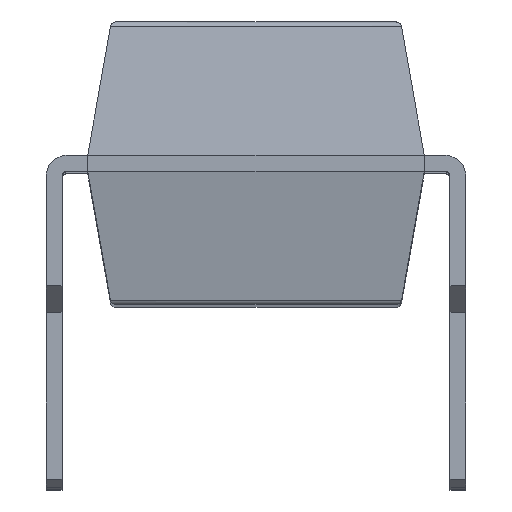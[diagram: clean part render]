
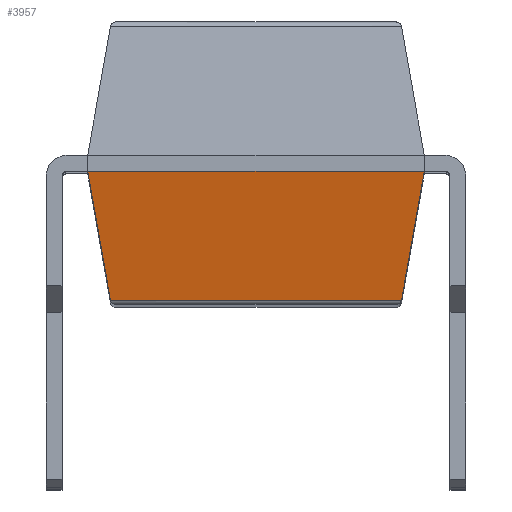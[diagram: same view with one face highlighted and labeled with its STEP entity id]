
A CAD part, top view. The second image highlights one B-rep face of the part: STEP entity #3957.
In plain terms, the highlighted planar face has unit normal (0, -0.174, 0.985).
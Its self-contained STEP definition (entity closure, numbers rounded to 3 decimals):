
#63 = ORIENTED_EDGE ( 'NONE', *, *, #9547, .T. ) ;
#64 = ORIENTED_EDGE ( 'NONE', *, *, #4350, .F. ) ;
#69 = EDGE_CURVE ( 'NONE', #9604, #9546, #5580, .T. ) ;
#89 = ORIENTED_EDGE ( 'NONE', *, *, #69, .T. ) ;
#112 = ORIENTED_EDGE ( 'NONE', *, *, #9578, .T. ) ;
#125 = EDGE_LOOP ( 'NONE', ( #112, #89, #63, #64 ) ) ;
#2392 = CARTESIAN_POINT ( 'NONE',  ( 2.746, 0.233, 14.811 ) ) ;
#2441 = DIRECTION ( 'NONE',  ( 0.171, 0.97, 0.171 ) ) ;
#2442 = VECTOR ( 'NONE', #2441, 1000. ) ;
#2443 = CARTESIAN_POINT ( 'NONE',  ( 3.175, 2.665, 15.24 ) ) ;
#2444 = LINE ( 'NONE', #2443, #2442 ) ;
#2484 = DIRECTION ( 'NONE',  ( 0.171, -0.97, -0.171 ) ) ;
#2485 = VECTOR ( 'NONE', #2484, 1000. ) ;
#2486 = CARTESIAN_POINT ( 'NONE',  ( -3.175, 2.665, 15.24 ) ) ;
#2487 = LINE ( 'NONE', #2486, #2485 ) ;
#2578 = CARTESIAN_POINT ( 'NONE',  ( -2.746, 0.233, 14.811 ) ) ;
#3957 = ADVANCED_FACE ( 'NONE', ( #7127 ), #7169, .T. ) ;
#4271 = VERTEX_POINT ( 'NONE', #8051 ) ;
#4350 = EDGE_CURVE ( 'NONE', #4271, #4351, #8336, .T. ) ;
#4351 = VERTEX_POINT ( 'NONE', #8332 ) ;
#5580 = LINE ( 'NONE', #5635, #5634 ) ;
#5633 = DIRECTION ( 'NONE',  ( 1., 0., 0. ) ) ;
#5634 = VECTOR ( 'NONE', #5633, 1000. ) ;
#5635 = CARTESIAN_POINT ( 'NONE',  ( -3.175, 0.233, 14.811 ) ) ;
#7127 = FACE_OUTER_BOUND ( 'NONE', #125, .T. ) ;
#7165 = DIRECTION ( 'NONE',  ( 0., -0.985, -0.174 ) ) ;
#7166 = DIRECTION ( 'NONE',  ( 0., -0.174, 0.985 ) ) ;
#7167 = CARTESIAN_POINT ( 'NONE',  ( -3.175, 2.665, 15.24 ) ) ;
#7168 = AXIS2_PLACEMENT_3D ( 'NONE', #7167, #7166, #7165 ) ;
#7169 = PLANE ( 'NONE',  #7168 ) ;
#8051 = CARTESIAN_POINT ( 'NONE',  ( -3.175, 2.665, 15.24 ) ) ;
#8332 = CARTESIAN_POINT ( 'NONE',  ( 3.175, 2.665, 15.24 ) ) ;
#8333 = DIRECTION ( 'NONE',  ( 1., 0., 0. ) ) ;
#8334 = VECTOR ( 'NONE', #8333, 1000. ) ;
#8335 = CARTESIAN_POINT ( 'NONE',  ( 3.175, 2.665, 15.24 ) ) ;
#8336 = LINE ( 'NONE', #8335, #8334 ) ;
#9546 = VERTEX_POINT ( 'NONE', #2392 ) ;
#9547 = EDGE_CURVE ( 'NONE', #9546, #4351, #2444, .T. ) ;
#9578 = EDGE_CURVE ( 'NONE', #4271, #9604, #2487, .T. ) ;
#9604 = VERTEX_POINT ( 'NONE', #2578 ) ;
